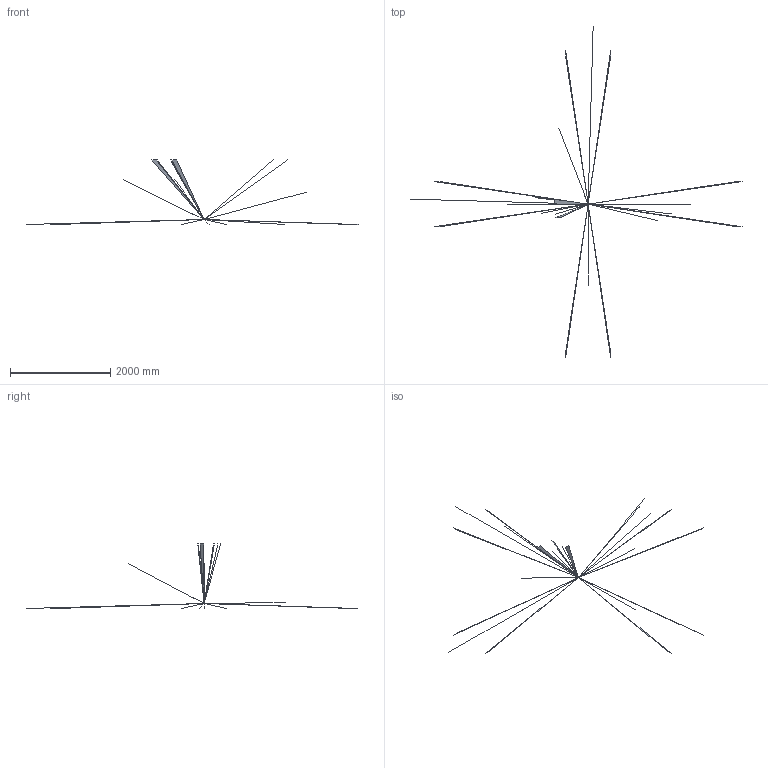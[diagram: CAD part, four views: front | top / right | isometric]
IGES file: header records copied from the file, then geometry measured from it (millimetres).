
Start section: C
Global section: file name: 7448943xxx.igs; native system: By Siemens PLM Incorporated; preprocessor: XPlus GENERIC/IGES 17.0.49; author: Author; organization: Title; date: 20151118.125540; units: millimetre
Bounding box: 6639.77 x 6639.77 x 1300 mm (x, y, z)
Volume: 15840.3 mm3; surface area: 35.8 mm2
Topology: 7 solids, 7 shells, 239 faces, 514 edges, 341 vertices
Faces by surface type: bspline 239
